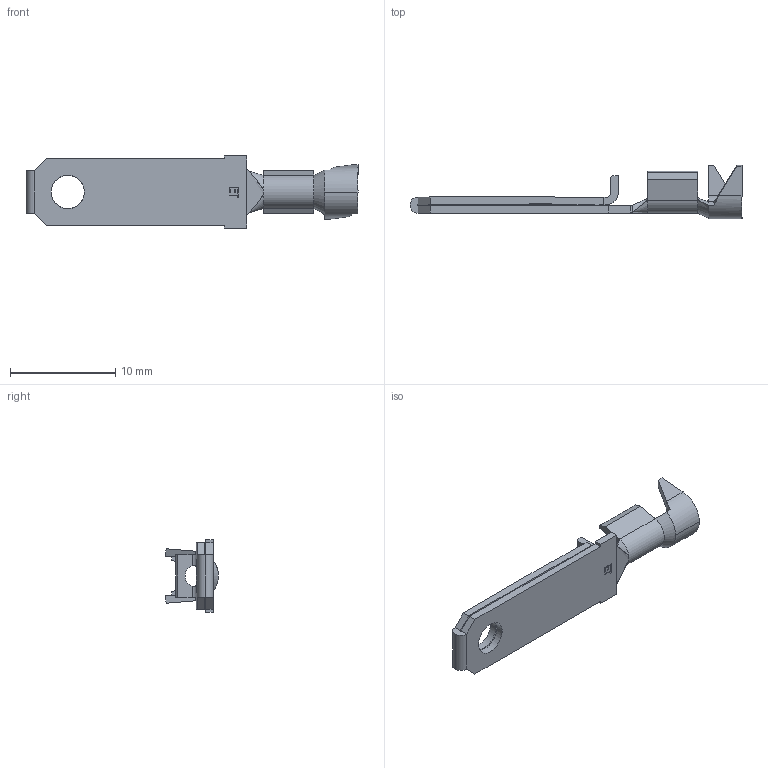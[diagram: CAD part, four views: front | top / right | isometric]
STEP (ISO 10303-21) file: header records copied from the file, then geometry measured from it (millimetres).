
FILE_DESCRIPTION (( 'STEP AP203' ), '1' );
FILE_NAME ('09916.STEP', '2015-02-23T16:21:06', ( '' ), ( '' ), 'SwSTEP 2.0', 'SolidWorks 2014', '' );
FILE_SCHEMA (( 'CONFIG_CONTROL_DESIGN' ));
Length unit declared in the file: inch
Products named in the file (1): 09916
Bounding box: 31.5 x 5.03 x 6.86 mm (x, y, z)
Volume: 220.1 mm3; surface area: 746 mm2
Topology: 1 solids, 1 shells, 184 faces, 482 edges, 300 vertices
Faces by surface type: plane 119, cylinder 36, bspline 17, cone 12
Entity records: 5939 total; most frequent: CARTESIAN_POINT 1471, ORIENTED_EDGE 964, DIRECTION 834, EDGE_CURVE 482, LINE 346, VECTOR 346, VERTEX_POINT 300, AXIS2_PLACEMENT_3D 244
